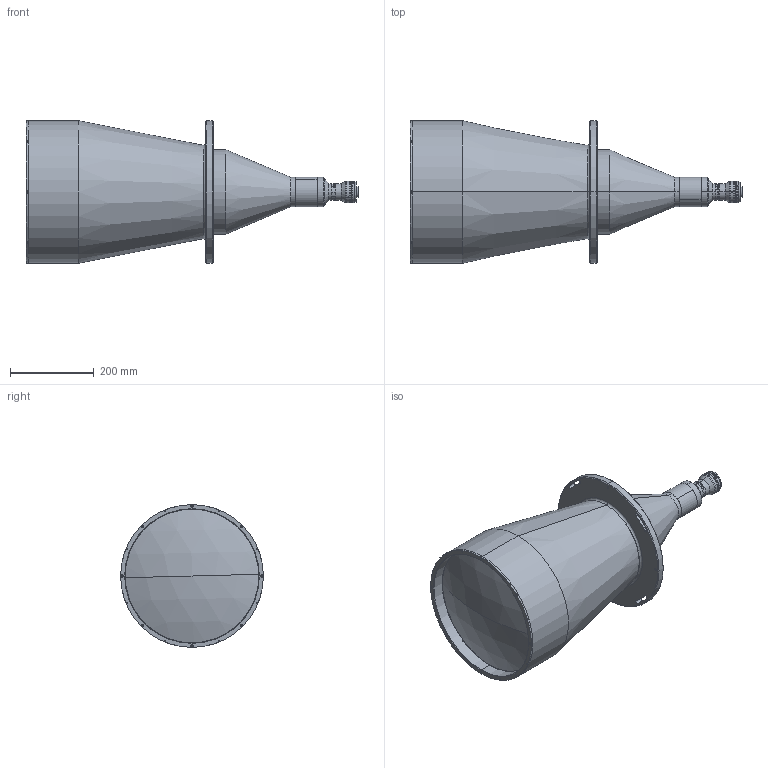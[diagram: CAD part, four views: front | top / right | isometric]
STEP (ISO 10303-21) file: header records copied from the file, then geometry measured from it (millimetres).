
FILE_DESCRIPTION (( 'STEP AP203' ), '1' );
FILE_NAME ('XF-PTL31019-C.STEP', '2019-07-20T07:05:03', ( 'puyufan' ), ( '' ), 'SwSTEP 2.0', 'SolidWorks 2014', '' );
FILE_SCHEMA (( 'CONFIG_CONTROL_DESIGN' ));
Length unit declared in the file: millimetre
Products named in the file (1): XF-PTL31019-C
Bounding box: 791.27 x 340 x 340 mm (x, y, z)
Surface area: 916154.1 mm2 (no closed solid volume)
Topology: 0 solids, 53 shells, 284 faces, 1278 edges, 1020 vertices
Faces by surface type: cylinder 135, plane 74, cone 38, torus 33, sphere 4
Entity records: 16758 total; most frequent: CARTESIAN_POINT 6335, DIRECTION 2243, ORIENTED_EDGE 1780, EDGE_CURVE 1258, VERTEX_POINT 1020, AXIS2_PLACEMENT_3D 882, CIRCLE 597, LINE 479
